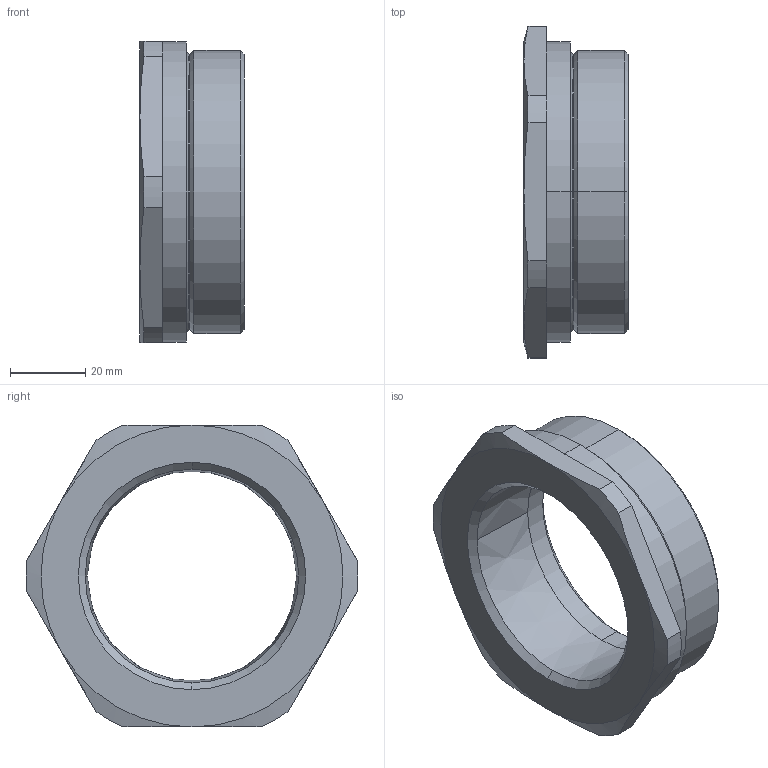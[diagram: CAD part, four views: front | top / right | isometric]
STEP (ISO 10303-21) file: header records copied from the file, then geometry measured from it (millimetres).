
FILE_DESCRIPTION (( 'STEP AP203' ), '1' );
FILE_NAME ('737DM8T6.STEP', '2016-09-30T10:27:26', ( '' ), ( '' ), 'SwSTEP 2.0', 'SolidWorks 2014', '' );
FILE_SCHEMA (( 'CONFIG_CONTROL_DESIGN' ));
Length unit declared in the file: millimetre
Products named in the file (1): 737DM8T6
Bounding box: 27.6 x 87.96 x 80 mm (x, y, z)
Volume: 62872.8 mm3; surface area: 17333.5 mm2
Topology: 1 solids, 1 shells, 43 faces, 98 edges, 60 vertices
Faces by surface type: cone 18, cylinder 14, plane 11
Entity records: 1329 total; most frequent: CARTESIAN_POINT 262, DIRECTION 222, ORIENTED_EDGE 196, EDGE_CURVE 98, AXIS2_PLACEMENT_3D 92, VERTEX_POINT 60, EDGE_LOOP 48, CIRCLE 48
